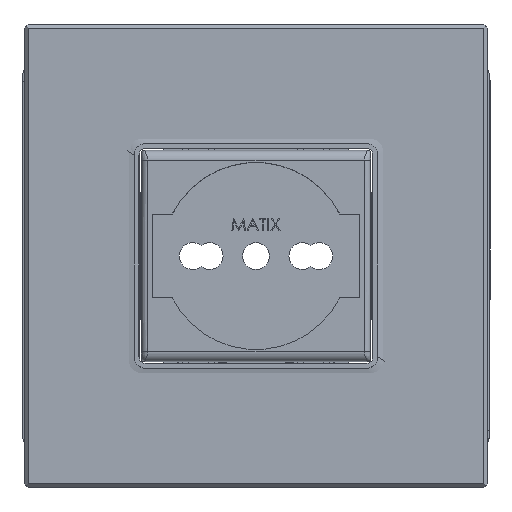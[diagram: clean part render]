
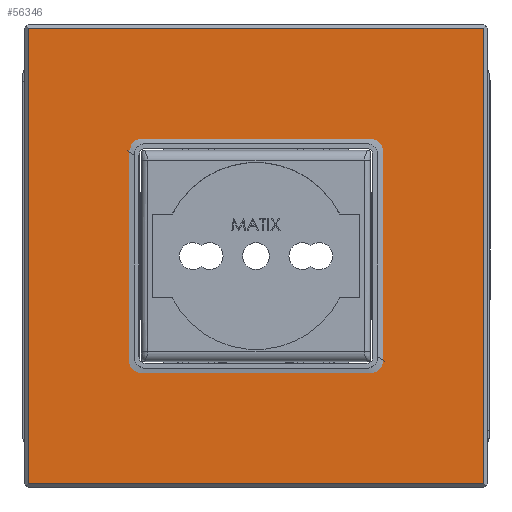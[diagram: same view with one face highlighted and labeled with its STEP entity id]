
A CAD part, top view. The second image highlights one B-rep face of the part: STEP entity #56346.
In plain terms, the highlighted planar face has unit normal (0, 0, 1).
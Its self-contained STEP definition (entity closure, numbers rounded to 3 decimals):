
#506 = VERTEX_POINT ( 'NONE', #32721 ) ;
#1806 = ORIENTED_EDGE ( 'NONE', *, *, #66107, .T. ) ;
#3532 = CARTESIAN_POINT ( 'NONE',  ( 23., -21.1, 2. ) ) ;
#4051 = AXIS2_PLACEMENT_3D ( 'NONE', #54646, #18693, #60659 ) ;
#5130 = CARTESIAN_POINT ( 'NONE',  ( 23., 22.85, 2. ) ) ;
#5332 = VECTOR ( 'NONE', #8425, 1000. ) ;
#5342 = CARTESIAN_POINT ( 'NONE',  ( -23., -22.85, 2. ) ) ;
#5961 = VERTEX_POINT ( 'NONE', #49074 ) ;
#7434 = LINE ( 'NONE', #26532, #37465 ) ;
#7466 = VERTEX_POINT ( 'NONE', #12713 ) ;
#8192 = VERTEX_POINT ( 'NONE', #35661 ) ;
#8425 = DIRECTION ( 'NONE',  ( 0., -1., 0. ) ) ;
#9540 = DIRECTION ( 'NONE',  ( -1., 0., 0. ) ) ;
#10129 = FACE_BOUND ( 'NONE', #42692, .T. ) ;
#11539 = EDGE_CURVE ( 'NONE', #60640, #7466, #16168, .T. ) ;
#12713 = CARTESIAN_POINT ( 'NONE',  ( 24.75, 21.1, 2. ) ) ;
#13152 = CARTESIAN_POINT ( 'NONE',  ( -24.75, -21.1, 2. ) ) ;
#13371 = CARTESIAN_POINT ( 'NONE',  ( 46.75, 0., 2. ) ) ;
#13543 = AXIS2_PLACEMENT_3D ( 'NONE', #58979, #23077, #65069 ) ;
#15647 = EDGE_CURVE ( 'NONE', #40617, #35534, #32677, .T. ) ;
#16168 = CIRCLE ( 'NONE', #13543, 1.75 ) ;
#18693 = DIRECTION ( 'NONE',  ( 0., 0., -1. ) ) ;
#20515 = DIRECTION ( 'NONE',  ( -1., 0., 0. ) ) ;
#20536 = CARTESIAN_POINT ( 'NONE',  ( -23., 22.85, 2. ) ) ;
#20821 = VERTEX_POINT ( 'NONE', #69423 ) ;
#21192 = ORIENTED_EDGE ( 'NONE', *, *, #11539, .T. ) ;
#21262 = LINE ( 'NONE', #62425, #33464 ) ;
#23037 = CARTESIAN_POINT ( 'NONE',  ( 0., 46.75, 2. ) ) ;
#23077 = DIRECTION ( 'NONE',  ( 0., 0., -1. ) ) ;
#24197 = LINE ( 'NONE', #44432, #54241 ) ;
#24297 = EDGE_LOOP ( 'NONE', ( #62794, #59996, #74272, #54776 ) ) ;
#26532 = CARTESIAN_POINT ( 'NONE',  ( 0., -22.85, 2. ) ) ;
#27122 = LINE ( 'NONE', #66224, #41212 ) ;
#29782 = EDGE_CURVE ( 'NONE', #70725, #506, #51310, .T. ) ;
#29804 = EDGE_CURVE ( 'NONE', #7466, #20821, #21262, .T. ) ;
#30341 = ORIENTED_EDGE ( 'NONE', *, *, #15647, .T. ) ;
#32415 = LINE ( 'NONE', #67662, #44604 ) ;
#32543 = DIRECTION ( 'NONE',  ( 0., -1., 0. ) ) ;
#32589 = CARTESIAN_POINT ( 'NONE',  ( -23., -21.1, 2. ) ) ;
#32677 = CIRCLE ( 'NONE', #69971, 1.75 ) ;
#32721 = CARTESIAN_POINT ( 'NONE',  ( -46.75, -46.75, 2. ) ) ;
#32862 = LINE ( 'NONE', #13371, #52575 ) ;
#33464 = VECTOR ( 'NONE', #32543, 1000. ) ;
#33738 = CIRCLE ( 'NONE', #4051, 1.75 ) ;
#35534 = VERTEX_POINT ( 'NONE', #13152 ) ;
#35661 = CARTESIAN_POINT ( 'NONE',  ( 23., -22.85, 2. ) ) ;
#35800 = DIRECTION ( 'NONE',  ( 1., 0., 0. ) ) ;
#37465 = VECTOR ( 'NONE', #20515, 1000. ) ;
#37833 = AXIS2_PLACEMENT_3D ( 'NONE', #63593, #75708, #39745 ) ;
#38267 = CARTESIAN_POINT ( 'NONE',  ( -46.75, 46.75, 2. ) ) ;
#38621 = DIRECTION ( 'NONE',  ( -1., 0., 0. ) ) ;
#39745 = DIRECTION ( 'NONE',  ( -1., 0., 0. ) ) ;
#40168 = FACE_OUTER_BOUND ( 'NONE', #24297, .T. ) ;
#40617 = VERTEX_POINT ( 'NONE', #5342 ) ;
#40737 = ORIENTED_EDGE ( 'NONE', *, *, #62810, .T. ) ;
#41212 = VECTOR ( 'NONE', #35800, 1000. ) ;
#41967 = EDGE_CURVE ( 'NONE', #35534, #55459, #24197, .T. ) ;
#42692 = EDGE_LOOP ( 'NONE', ( #40737, #63511, #30341, #74839, #72802, #1806, #21192, #68284 ) ) ;
#43580 = AXIS2_PLACEMENT_3D ( 'NONE', #3532, #45466, #9540 ) ;
#44033 = EDGE_CURVE ( 'NONE', #506, #5961, #32415, .T. ) ;
#44039 = DIRECTION ( 'NONE',  ( 1., 0., 0. ) ) ;
#44335 = CARTESIAN_POINT ( 'NONE',  ( -46.75, 0., 2. ) ) ;
#44432 = CARTESIAN_POINT ( 'NONE',  ( -24.75, 0., 2. ) ) ;
#44604 = VECTOR ( 'NONE', #44039, 1000. ) ;
#45466 = DIRECTION ( 'NONE',  ( 0., 0., -1. ) ) ;
#46285 = CARTESIAN_POINT ( 'NONE',  ( 46.75, 46.75, 2. ) ) ;
#48080 = EDGE_CURVE ( 'NONE', #64741, #70725, #51203, .T. ) ;
#49074 = CARTESIAN_POINT ( 'NONE',  ( 46.75, -46.75, 2. ) ) ;
#51203 = LINE ( 'NONE', #23037, #69043 ) ;
#51283 = PLANE ( 'NONE',  #37833 ) ;
#51310 = LINE ( 'NONE', #44335, #5332 ) ;
#52575 = VECTOR ( 'NONE', #55356, 1000. ) ;
#52696 = CIRCLE ( 'NONE', #43580, 1.75 ) ;
#53285 = CARTESIAN_POINT ( 'NONE',  ( -24.75, 21.1, 2. ) ) ;
#54241 = VECTOR ( 'NONE', #62512, 1000. ) ;
#54243 = EDGE_CURVE ( 'NONE', #5961, #64741, #32862, .T. ) ;
#54646 = CARTESIAN_POINT ( 'NONE',  ( -23., 21.1, 2. ) ) ;
#54776 = ORIENTED_EDGE ( 'NONE', *, *, #54243, .T. ) ;
#55356 = DIRECTION ( 'NONE',  ( 0., 1., 0. ) ) ;
#55459 = VERTEX_POINT ( 'NONE', #53285 ) ;
#56346 = ADVANCED_FACE ( 'NONE', ( #10129, #40168 ), #51283, .F. ) ;
#58979 = CARTESIAN_POINT ( 'NONE',  ( 23., 21.1, 2. ) ) ;
#59996 = ORIENTED_EDGE ( 'NONE', *, *, #29782, .T. ) ;
#60640 = VERTEX_POINT ( 'NONE', #5130 ) ;
#60659 = DIRECTION ( 'NONE',  ( -1., 0., 0. ) ) ;
#62425 = CARTESIAN_POINT ( 'NONE',  ( 24.75, 0., 2. ) ) ;
#62512 = DIRECTION ( 'NONE',  ( 0., 1., 0. ) ) ;
#62794 = ORIENTED_EDGE ( 'NONE', *, *, #48080, .T. ) ;
#62810 = EDGE_CURVE ( 'NONE', #20821, #8192, #52696, .T. ) ;
#63511 = ORIENTED_EDGE ( 'NONE', *, *, #66208, .T. ) ;
#63593 = CARTESIAN_POINT ( 'NONE',  ( 0., 0., 2. ) ) ;
#64741 = VERTEX_POINT ( 'NONE', #46285 ) ;
#65023 = DIRECTION ( 'NONE',  ( -1., 0., 0. ) ) ;
#65069 = DIRECTION ( 'NONE',  ( -1., 0., 0. ) ) ;
#66107 = EDGE_CURVE ( 'NONE', #75599, #60640, #27122, .T. ) ;
#66208 = EDGE_CURVE ( 'NONE', #8192, #40617, #7434, .T. ) ;
#66224 = CARTESIAN_POINT ( 'NONE',  ( 0., 22.85, 2. ) ) ;
#67662 = CARTESIAN_POINT ( 'NONE',  ( 0., -46.75, 2. ) ) ;
#68284 = ORIENTED_EDGE ( 'NONE', *, *, #29804, .T. ) ;
#68286 = EDGE_CURVE ( 'NONE', #55459, #75599, #33738, .T. ) ;
#69043 = VECTOR ( 'NONE', #65023, 1000. ) ;
#69423 = CARTESIAN_POINT ( 'NONE',  ( 24.75, -21.1, 2. ) ) ;
#69971 = AXIS2_PLACEMENT_3D ( 'NONE', #32589, #74569, #38621 ) ;
#70725 = VERTEX_POINT ( 'NONE', #38267 ) ;
#72802 = ORIENTED_EDGE ( 'NONE', *, *, #68286, .T. ) ;
#74272 = ORIENTED_EDGE ( 'NONE', *, *, #44033, .T. ) ;
#74569 = DIRECTION ( 'NONE',  ( 0., 0., -1. ) ) ;
#74839 = ORIENTED_EDGE ( 'NONE', *, *, #41967, .T. ) ;
#75599 = VERTEX_POINT ( 'NONE', #20536 ) ;
#75708 = DIRECTION ( 'NONE',  ( 0., 0., -1. ) ) ;
